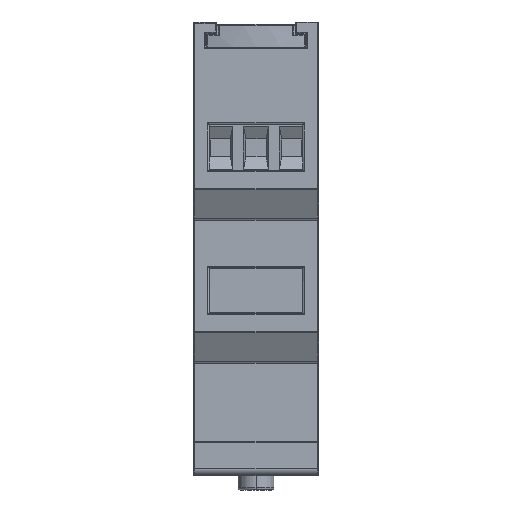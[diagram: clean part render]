
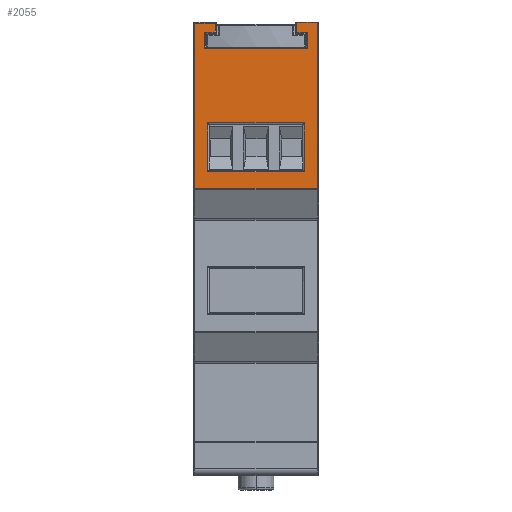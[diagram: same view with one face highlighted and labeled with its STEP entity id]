
A CAD part, left-side view. The second image highlights one B-rep face of the part: STEP entity #2055.
In plain terms, the highlighted planar face has unit normal (-1, 0, 0).
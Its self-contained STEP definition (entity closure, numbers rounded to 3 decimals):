
#2055 = ADVANCED_FACE ( 'NONE', ( #14756, #14760 ), #15095, .F. ) ;
#2801 = EDGE_CURVE ( 'NONE', #3922, #3918, #22900, .T. ) ;
#2802 = EDGE_CURVE ( 'NONE', #3918, #3913, #22894, .T. ) ;
#2803 = EDGE_CURVE ( 'NONE', #3913, #3912, #22904, .T. ) ;
#2804 = EDGE_CURVE ( 'NONE', #3912, #3922, #22906, .T. ) ;
#2805 = EDGE_CURVE ( 'NONE', #3925, #3911, #22908, .T. ) ;
#2806 = EDGE_CURVE ( 'NONE', #3925, #3909, #22902, .T. ) ;
#2807 = EDGE_CURVE ( 'NONE', #3909, #3908, #22910, .T. ) ;
#2808 = EDGE_CURVE ( 'NONE', #3908, #3907, #22914, .T. ) ;
#2809 = EDGE_CURVE ( 'NONE', #3907, #3906, #22916, .T. ) ;
#2810 = EDGE_CURVE ( 'NONE', #3906, #3905, #22918, .T. ) ;
#2811 = EDGE_CURVE ( 'NONE', #3905, #3904, #22920, .T. ) ;
#2812 = EDGE_CURVE ( 'NONE', #3904, #3903, #22922, .T. ) ;
#2813 = EDGE_CURVE ( 'NONE', #3903, #3902, #22924, .T. ) ;
#2814 = EDGE_CURVE ( 'NONE', #3902, #3901, #22926, .T. ) ;
#2815 = EDGE_CURVE ( 'NONE', #3901, #3900, #22928, .T. ) ;
#2816 = EDGE_CURVE ( 'NONE', #3900, #3911, #22930, .T. ) ;
#3173 = EDGE_LOOP ( 'NONE', ( #4678, #4679, #4680, #4681, #4682, #4683, #4684, #4685, #4686, #4687, #4688, #4689 ) ) ;
#3176 = EDGE_LOOP ( 'NONE', ( #4674, #4675, #4676, #4677 ) ) ;
#3900 = VERTEX_POINT ( 'NONE', #24748 ) ;
#3901 = VERTEX_POINT ( 'NONE', #24749 ) ;
#3902 = VERTEX_POINT ( 'NONE', #24750 ) ;
#3903 = VERTEX_POINT ( 'NONE', #24751 ) ;
#3904 = VERTEX_POINT ( 'NONE', #24752 ) ;
#3905 = VERTEX_POINT ( 'NONE', #24753 ) ;
#3906 = VERTEX_POINT ( 'NONE', #24754 ) ;
#3907 = VERTEX_POINT ( 'NONE', #24755 ) ;
#3908 = VERTEX_POINT ( 'NONE', #24756 ) ;
#3909 = VERTEX_POINT ( 'NONE', #24757 ) ;
#3911 = VERTEX_POINT ( 'NONE', #24759 ) ;
#3912 = VERTEX_POINT ( 'NONE', #24760 ) ;
#3913 = VERTEX_POINT ( 'NONE', #24761 ) ;
#3918 = VERTEX_POINT ( 'NONE', #24766 ) ;
#3922 = VERTEX_POINT ( 'NONE', #24770 ) ;
#3925 = VERTEX_POINT ( 'NONE', #24773 ) ;
#4674 = ORIENTED_EDGE ( 'NONE', *, *, #2801, .T. ) ;
#4675 = ORIENTED_EDGE ( 'NONE', *, *, #2802, .T. ) ;
#4676 = ORIENTED_EDGE ( 'NONE', *, *, #2803, .T. ) ;
#4677 = ORIENTED_EDGE ( 'NONE', *, *, #2804, .T. ) ;
#4678 = ORIENTED_EDGE ( 'NONE', *, *, #2805, .F. ) ;
#4679 = ORIENTED_EDGE ( 'NONE', *, *, #2806, .T. ) ;
#4680 = ORIENTED_EDGE ( 'NONE', *, *, #2807, .T. ) ;
#4681 = ORIENTED_EDGE ( 'NONE', *, *, #2808, .T. ) ;
#4682 = ORIENTED_EDGE ( 'NONE', *, *, #2809, .T. ) ;
#4683 = ORIENTED_EDGE ( 'NONE', *, *, #2810, .T. ) ;
#4684 = ORIENTED_EDGE ( 'NONE', *, *, #2811, .T. ) ;
#4685 = ORIENTED_EDGE ( 'NONE', *, *, #2812, .T. ) ;
#4686 = ORIENTED_EDGE ( 'NONE', *, *, #2813, .T. ) ;
#4687 = ORIENTED_EDGE ( 'NONE', *, *, #2814, .T. ) ;
#4688 = ORIENTED_EDGE ( 'NONE', *, *, #2815, .T. ) ;
#4689 = ORIENTED_EDGE ( 'NONE', *, *, #2816, .T. ) ;
#13561 = AXIS2_PLACEMENT_3D ( 'NONE', #15102, #15103, #15104 ) ;
#14756 = FACE_BOUND ( 'NONE', #3176, .T. ) ;
#14760 = FACE_OUTER_BOUND ( 'NONE', #3173, .T. ) ;
#15095 = PLANE ( 'NONE',  #13561 ) ;
#15102 = CARTESIAN_POINT ( 'NONE',  ( -45., 8.75, 0. ) ) ;
#15103 = DIRECTION ( 'NONE',  ( 1., 0., 0. ) ) ;
#15104 = DIRECTION ( 'NONE',  ( 0., 0., -1. ) ) ;
#22894 = LINE ( 'NONE', #23888, #22905 ) ;
#22900 = LINE ( 'NONE', #23902, #22903 ) ;
#22902 = LINE ( 'NONE', #23895, #22913 ) ;
#22903 = VECTOR ( 'NONE', #23904, 1000. ) ;
#22904 = LINE ( 'NONE', #23906, #22907 ) ;
#22905 = VECTOR ( 'NONE', #23905, 1000. ) ;
#22906 = LINE ( 'NONE', #23908, #22909 ) ;
#22907 = VECTOR ( 'NONE', #23907, 1000. ) ;
#22908 = LINE ( 'NONE', #23910, #22911 ) ;
#22909 = VECTOR ( 'NONE', #23909, 1000. ) ;
#22910 = LINE ( 'NONE', #23903, #22915 ) ;
#22911 = VECTOR ( 'NONE', #23912, 1000. ) ;
#22913 = VECTOR ( 'NONE', #23913, 1000. ) ;
#22914 = LINE ( 'NONE', #23916, #22917 ) ;
#22915 = VECTOR ( 'NONE', #23915, 1000. ) ;
#22916 = LINE ( 'NONE', #23918, #22919 ) ;
#22917 = VECTOR ( 'NONE', #23917, 1000. ) ;
#22918 = LINE ( 'NONE', #23920, #22921 ) ;
#22919 = VECTOR ( 'NONE', #23919, 1000. ) ;
#22920 = LINE ( 'NONE', #23922, #22923 ) ;
#22921 = VECTOR ( 'NONE', #23921, 1000. ) ;
#22922 = LINE ( 'NONE', #23924, #22925 ) ;
#22923 = VECTOR ( 'NONE', #23923, 1000. ) ;
#22924 = LINE ( 'NONE', #23926, #22927 ) ;
#22925 = VECTOR ( 'NONE', #23925, 1000. ) ;
#22926 = LINE ( 'NONE', #23928, #22929 ) ;
#22927 = VECTOR ( 'NONE', #23927, 1000. ) ;
#22928 = LINE ( 'NONE', #23930, #22931 ) ;
#22929 = VECTOR ( 'NONE', #23929, 1000. ) ;
#22930 = LINE ( 'NONE', #23932, #22933 ) ;
#22931 = VECTOR ( 'NONE', #23931, 1000. ) ;
#22933 = VECTOR ( 'NONE', #23933, 1000. ) ;
#23888 = CARTESIAN_POINT ( 'NONE',  ( -45., 6.75, -10.8 ) ) ;
#23895 = CARTESIAN_POINT ( 'NONE',  ( -45., -5.7, 0. ) ) ;
#23902 = CARTESIAN_POINT ( 'NONE',  ( -45., 6.55, -17.4 ) ) ;
#23903 = CARTESIAN_POINT ( 'NONE',  ( -45., 8.75, 2.1 ) ) ;
#23904 = DIRECTION ( 'NONE',  ( 0., 1., 0. ) ) ;
#23905 = DIRECTION ( 'NONE',  ( 0., 0., 1. ) ) ;
#23906 = CARTESIAN_POINT ( 'NONE',  ( -45., -6.55, -10.6 ) ) ;
#23907 = DIRECTION ( 'NONE',  ( 0., -1., 0. ) ) ;
#23908 = CARTESIAN_POINT ( 'NONE',  ( -45., -6.75, -17.2 ) ) ;
#23909 = DIRECTION ( 'NONE',  ( 0., 0., -1. ) ) ;
#23910 = CARTESIAN_POINT ( 'NONE',  ( -45., 8.75, 3.5 ) ) ;
#23912 = DIRECTION ( 'NONE',  ( 0., -1., 0. ) ) ;
#23913 = DIRECTION ( 'NONE',  ( 0., 0., -1. ) ) ;
#23915 = DIRECTION ( 'NONE',  ( 0., -1., 0. ) ) ;
#23916 = CARTESIAN_POINT ( 'NONE',  ( -45., -7.2, 0. ) ) ;
#23917 = DIRECTION ( 'NONE',  ( 0., 0., -1. ) ) ;
#23918 = CARTESIAN_POINT ( 'NONE',  ( -45., 8.75, -0.2 ) ) ;
#23919 = DIRECTION ( 'NONE',  ( 0., 1., 0. ) ) ;
#23920 = CARTESIAN_POINT ( 'NONE',  ( -45., 7.2, 0. ) ) ;
#23921 = DIRECTION ( 'NONE',  ( 0., 0., 1. ) ) ;
#23922 = CARTESIAN_POINT ( 'NONE',  ( -45., 8.75, 2.1 ) ) ;
#23923 = DIRECTION ( 'NONE',  ( 0., -1., 0. ) ) ;
#23924 = CARTESIAN_POINT ( 'NONE',  ( -45., 5.7, 0. ) ) ;
#23925 = DIRECTION ( 'NONE',  ( 0., 0., 1. ) ) ;
#23926 = CARTESIAN_POINT ( 'NONE',  ( -45., 8.75, 3.3 ) ) ;
#23927 = DIRECTION ( 'NONE',  ( 0., 1., 0. ) ) ;
#23928 = CARTESIAN_POINT ( 'NONE',  ( -45., 8.55, -19.833 ) ) ;
#23929 = DIRECTION ( 'NONE',  ( 0., 0., -1. ) ) ;
#23930 = CARTESIAN_POINT ( 'NONE',  ( -45., 8.75, -19.781 ) ) ;
#23931 = DIRECTION ( 'NONE',  ( 0., -1., 0. ) ) ;
#23932 = CARTESIAN_POINT ( 'NONE',  ( -45., -8.55, 0. ) ) ;
#23933 = DIRECTION ( 'NONE',  ( 0., 0., 1. ) ) ;
#24748 = CARTESIAN_POINT ( 'NONE',  ( -45., -8.55, -19.781 ) ) ;
#24749 = CARTESIAN_POINT ( 'NONE',  ( -45., 8.55, -19.781 ) ) ;
#24750 = CARTESIAN_POINT ( 'NONE',  ( -45., 8.55, 3.3 ) ) ;
#24751 = CARTESIAN_POINT ( 'NONE',  ( -45., 5.7, 3.3 ) ) ;
#24752 = CARTESIAN_POINT ( 'NONE',  ( -45., 5.7, 2.1 ) ) ;
#24753 = CARTESIAN_POINT ( 'NONE',  ( -45., 7.2, 2.1 ) ) ;
#24754 = CARTESIAN_POINT ( 'NONE',  ( -45., 7.2, -0.2 ) ) ;
#24755 = CARTESIAN_POINT ( 'NONE',  ( -45., -7.2, -0.2 ) ) ;
#24756 = CARTESIAN_POINT ( 'NONE',  ( -45., -7.2, 2.1 ) ) ;
#24757 = CARTESIAN_POINT ( 'NONE',  ( -45., -5.7, 2.1 ) ) ;
#24759 = CARTESIAN_POINT ( 'NONE',  ( -45., -8.55, 3.5 ) ) ;
#24760 = CARTESIAN_POINT ( 'NONE',  ( -45., -6.75, -10.6 ) ) ;
#24761 = CARTESIAN_POINT ( 'NONE',  ( -45., 6.75, -10.6 ) ) ;
#24766 = CARTESIAN_POINT ( 'NONE',  ( -45., 6.75, -17.4 ) ) ;
#24770 = CARTESIAN_POINT ( 'NONE',  ( -45., -6.75, -17.4 ) ) ;
#24773 = CARTESIAN_POINT ( 'NONE',  ( -45., -5.7, 3.5 ) ) ;
